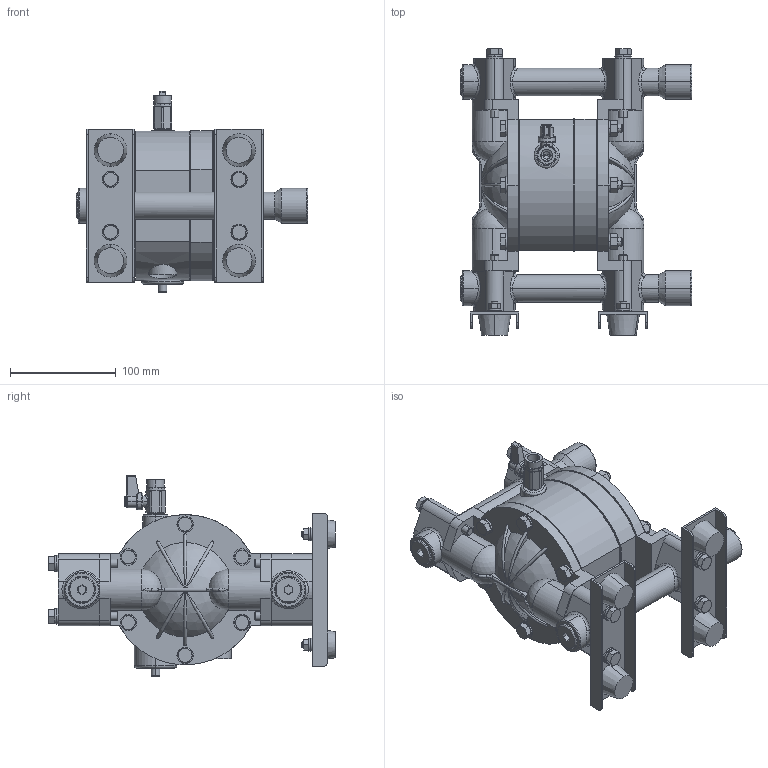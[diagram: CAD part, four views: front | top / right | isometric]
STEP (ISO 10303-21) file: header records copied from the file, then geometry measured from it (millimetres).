
FILE_DESCRIPTION (( 'STEP AP214' ), '1' );
FILE_NAME ('NDP-15BA_.STEP', '2009-04-14T02:07:47', ( ' ' ), ( ' ' ), 'SwSTEP 2.0', 'SolidWorks 2006303', '' );
FILE_SCHEMA (( 'AUTOMOTIVE_DESIGN' ));
Length unit declared in the file: millimetre
Products named in the file (1): NDP-15BA_
Bounding box: 219 x 271.1 x 190 mm (x, y, z)
Volume: 2334607.7 mm3; surface area: 304696.4 mm2
Topology: 2 solids, 18 shells, 1353 faces, 3149 edges, 1932 vertices
Faces by surface type: plane 617, cylinder 398, cone 212, bspline 52, torus 48, sphere 26
Entity records: 43095 total; most frequent: CARTESIAN_POINT 12439, DIRECTION 6592, ORIENTED_EDGE 6262, EDGE_CURVE 3131, AXIS2_PLACEMENT_3D 2656, VERTEX_POINT 1932, EDGE_LOOP 1519, CIRCLE 1354
